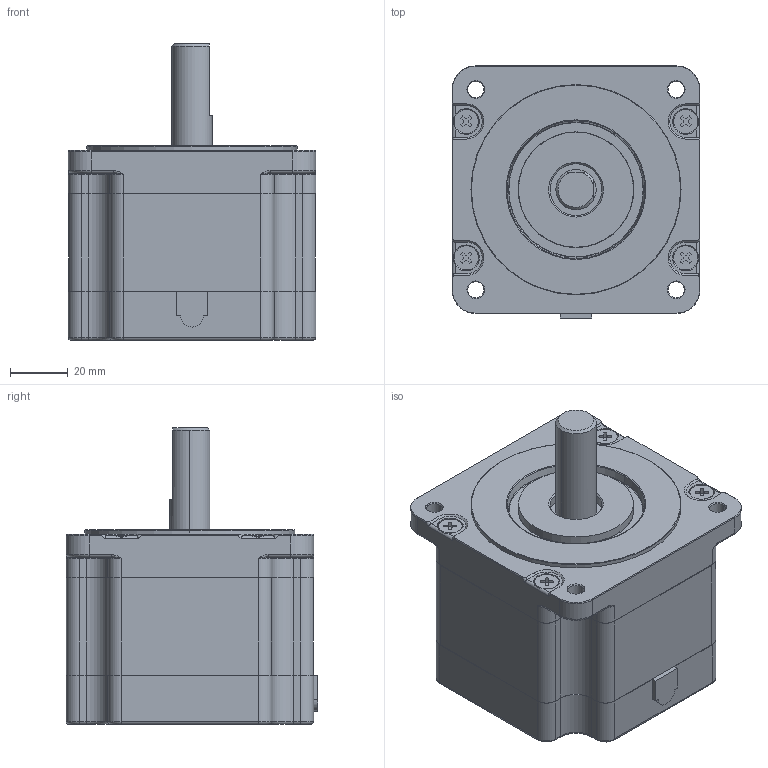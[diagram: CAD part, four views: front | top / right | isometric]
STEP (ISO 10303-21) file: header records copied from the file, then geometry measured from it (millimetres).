
FILE_DESCRIPTION(('Creo Elements/Direct Modeling STEP Export'),'2;1');
FILE_NAME('KH86QM.stp','2016-11-09T16:43:01',(''),(''),'PTC Creo Elements/Direct Modeling STEP processor for AP214 (Solid Model)','PTC Creo Elements/Direct Modeling 19.0B 21-Mar-2015 (C) Parametric Technology GmbH','');
FILE_SCHEMA(('AUTOMOTIVE_DESIGN { 1 0 10303 214 1 1 1 1 }'));
Length unit declared in the file: millimetre
Products named in the file (2): p1; Skin_Group1
Bounding box: 86 x 87.5 x 103 mm (x, y, z)
Volume: 444025.3 mm3; surface area: 40061.7 mm2
Topology: 1 solids, 1 shells, 414 faces, 1052 edges, 650 vertices
Faces by surface type: cylinder 197, plane 117, cone 48, torus 44, bspline 8
Entity records: 15957 total; most frequent: CARTESIAN_POINT 2707, DIRECTION 2136, ORIENTED_EDGE 2088, EDGE_CURVE 1044, AXIS2_PLACEMENT_3D 807, VERTEX_POINT 650, VECTOR 522, LINE 522
